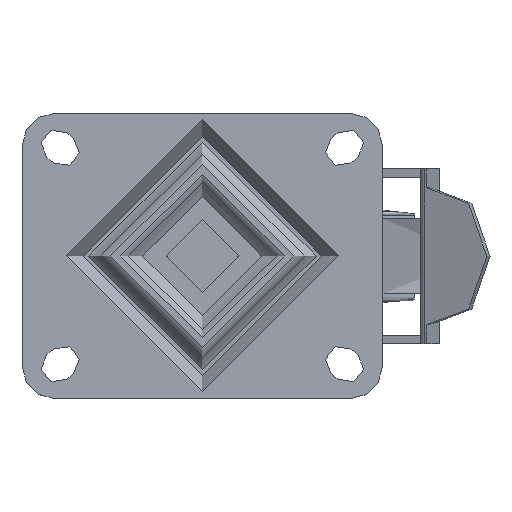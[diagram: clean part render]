
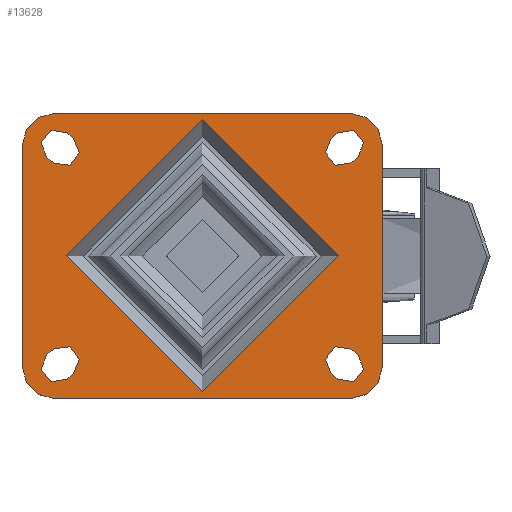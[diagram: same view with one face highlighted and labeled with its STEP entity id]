
A CAD part, top view. The second image highlights one B-rep face of the part: STEP entity #13628.
In plain terms, the highlighted planar face has unit normal (0, 0, 1).
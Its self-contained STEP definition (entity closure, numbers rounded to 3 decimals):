
#1200=FACE_BOUND('',#2565,.T.);
#1201=FACE_BOUND('',#2566,.T.);
#1202=FACE_BOUND('',#2567,.T.);
#1203=FACE_BOUND('',#2568,.T.);
#1204=FACE_BOUND('',#2569,.T.);
#1340=PLANE('',#14718);
#1727=FACE_OUTER_BOUND('',#2564,.T.);
#2564=EDGE_LOOP('',(#9376,#9377,#9378,#9379,#9380,#9381,#9382,#9383));
#2565=EDGE_LOOP('',(#9384));
#2566=EDGE_LOOP('',(#9385,#9386,#9387,#9388));
#2567=EDGE_LOOP('',(#9389,#9390,#9391,#9392));
#2568=EDGE_LOOP('',(#9393,#9394,#9395,#9396));
#2569=EDGE_LOOP('',(#9397,#9398,#9399,#9400));
#3520=LINE('',#19339,#4454);
#3522=LINE('',#19347,#4456);
#3523=LINE('',#19352,#4457);
#3524=LINE('',#19356,#4458);
#3525=LINE('',#19358,#4459);
#3526=LINE('',#19359,#4460);
#3527=LINE('',#19360,#4461);
#3528=LINE('',#19361,#4462);
#3529=LINE('',#19362,#4463);
#3530=LINE('',#19363,#4464);
#3531=LINE('',#19364,#4465);
#3532=LINE('',#19365,#4466);
#4454=VECTOR('',#15992,1.);
#4456=VECTOR('',#16002,1.);
#4457=VECTOR('',#16007,1.);
#4458=VECTOR('',#16010,1.);
#4459=VECTOR('',#16013,1.);
#4460=VECTOR('',#16014,1.);
#4461=VECTOR('',#16015,1.);
#4462=VECTOR('',#16016,1.);
#4463=VECTOR('',#16017,1.);
#4464=VECTOR('',#16018,1.);
#4465=VECTOR('',#16019,1.);
#4466=VECTOR('',#16020,1.);
#5366=CIRCLE('',#14641,5.7);
#5367=CIRCLE('',#14643,5.7);
#5369=CIRCLE('',#14646,5.7);
#5372=CIRCLE('',#14650,5.7);
#5374=CIRCLE('',#14653,5.7);
#5375=CIRCLE('',#14655,5.7);
#5378=CIRCLE('',#14659,5.7);
#5379=CIRCLE('',#14661,5.7);
#5396=CIRCLE('',#14684,49.014);
#5416=CIRCLE('',#14719,12.);
#5417=CIRCLE('',#14720,12.);
#5418=CIRCLE('',#14721,12.);
#5419=CIRCLE('',#14722,12.);
#5863=VERTEX_POINT('',#19102);
#5864=VERTEX_POINT('',#19104);
#5865=VERTEX_POINT('',#19108);
#5866=VERTEX_POINT('',#19109);
#5869=VERTEX_POINT('',#19117);
#5870=VERTEX_POINT('',#19118);
#5875=VERTEX_POINT('',#19129);
#5876=VERTEX_POINT('',#19131);
#5879=VERTEX_POINT('',#19138);
#5880=VERTEX_POINT('',#19140);
#5881=VERTEX_POINT('',#19144);
#5882=VERTEX_POINT('',#19145);
#5887=VERTEX_POINT('',#19156);
#5888=VERTEX_POINT('',#19158);
#5889=VERTEX_POINT('',#19162);
#5890=VERTEX_POINT('',#19163);
#5903=VERTEX_POINT('',#19229);
#5920=VERTEX_POINT('',#19336);
#5921=VERTEX_POINT('',#19338);
#5922=VERTEX_POINT('',#19345);
#5923=VERTEX_POINT('',#19346);
#5924=VERTEX_POINT('',#19349);
#5925=VERTEX_POINT('',#19351);
#5926=VERTEX_POINT('',#19353);
#5927=VERTEX_POINT('',#19355);
#7205=EDGE_CURVE('',#5864,#5863,#5366,.T.);
#7207=EDGE_CURVE('',#5865,#5866,#5367,.T.);
#7211=EDGE_CURVE('',#5869,#5870,#5369,.T.);
#7217=EDGE_CURVE('',#5876,#5875,#5372,.T.);
#7221=EDGE_CURVE('',#5879,#5880,#5374,.T.);
#7223=EDGE_CURVE('',#5881,#5882,#5375,.T.);
#7229=EDGE_CURVE('',#5887,#5888,#5378,.T.);
#7231=EDGE_CURVE('',#5889,#5890,#5379,.T.);
#7252=EDGE_CURVE('',#5903,#5903,#5396,.T.);
#7277=EDGE_CURVE('',#5921,#5920,#3520,.T.);
#7279=EDGE_CURVE('',#5922,#5923,#3522,.T.);
#7280=EDGE_CURVE('',#5922,#5921,#5416,.T.);
#7281=EDGE_CURVE('',#5920,#5924,#5417,.T.);
#7282=EDGE_CURVE('',#5925,#5924,#3523,.T.);
#7283=EDGE_CURVE('',#5926,#5925,#5418,.T.);
#7284=EDGE_CURVE('',#5927,#5926,#3524,.T.);
#7285=EDGE_CURVE('',#5923,#5927,#5419,.T.);
#7286=EDGE_CURVE('',#5890,#5887,#3525,.T.);
#7287=EDGE_CURVE('',#5888,#5889,#3526,.T.);
#7288=EDGE_CURVE('',#5880,#5881,#3527,.T.);
#7289=EDGE_CURVE('',#5882,#5879,#3528,.T.);
#7290=EDGE_CURVE('',#5863,#5865,#3529,.T.);
#7291=EDGE_CURVE('',#5866,#5864,#3530,.T.);
#7292=EDGE_CURVE('',#5870,#5876,#3531,.T.);
#7293=EDGE_CURVE('',#5875,#5869,#3532,.T.);
#9376=ORIENTED_EDGE('',*,*,#7279,.F.);
#9377=ORIENTED_EDGE('',*,*,#7280,.T.);
#9378=ORIENTED_EDGE('',*,*,#7277,.T.);
#9379=ORIENTED_EDGE('',*,*,#7281,.T.);
#9380=ORIENTED_EDGE('',*,*,#7282,.F.);
#9381=ORIENTED_EDGE('',*,*,#7283,.F.);
#9382=ORIENTED_EDGE('',*,*,#7284,.F.);
#9383=ORIENTED_EDGE('',*,*,#7285,.F.);
#9384=ORIENTED_EDGE('',*,*,#7252,.F.);
#9385=ORIENTED_EDGE('',*,*,#7229,.F.);
#9386=ORIENTED_EDGE('',*,*,#7286,.F.);
#9387=ORIENTED_EDGE('',*,*,#7231,.F.);
#9388=ORIENTED_EDGE('',*,*,#7287,.F.);
#9389=ORIENTED_EDGE('',*,*,#7223,.F.);
#9390=ORIENTED_EDGE('',*,*,#7288,.F.);
#9391=ORIENTED_EDGE('',*,*,#7221,.F.);
#9392=ORIENTED_EDGE('',*,*,#7289,.F.);
#9393=ORIENTED_EDGE('',*,*,#7205,.T.);
#9394=ORIENTED_EDGE('',*,*,#7290,.T.);
#9395=ORIENTED_EDGE('',*,*,#7207,.T.);
#9396=ORIENTED_EDGE('',*,*,#7291,.T.);
#9397=ORIENTED_EDGE('',*,*,#7211,.T.);
#9398=ORIENTED_EDGE('',*,*,#7292,.T.);
#9399=ORIENTED_EDGE('',*,*,#7217,.T.);
#9400=ORIENTED_EDGE('',*,*,#7293,.T.);
#13628=ADVANCED_FACE('',(#1727,#1200,#1201,#1202,#1203,#1204),#1340,.F.);
#14641=AXIS2_PLACEMENT_3D('',#19105,#15822,#15823);
#14643=AXIS2_PLACEMENT_3D('',#19110,#15827,#15828);
#14646=AXIS2_PLACEMENT_3D('',#19119,#15835,#15836);
#14650=AXIS2_PLACEMENT_3D('',#19132,#15846,#15847);
#14653=AXIS2_PLACEMENT_3D('',#19141,#15854,#15855);
#14655=AXIS2_PLACEMENT_3D('',#19146,#15859,#15860);
#14659=AXIS2_PLACEMENT_3D('',#19159,#15870,#15871);
#14661=AXIS2_PLACEMENT_3D('',#19164,#15875,#15876);
#14684=AXIS2_PLACEMENT_3D('',#19231,#15925,#15926);
#14718=AXIS2_PLACEMENT_3D('',#19344,#16000,#16001);
#14719=AXIS2_PLACEMENT_3D('',#19348,#16003,#16004);
#14720=AXIS2_PLACEMENT_3D('',#19350,#16005,#16006);
#14721=AXIS2_PLACEMENT_3D('',#19354,#16008,#16009);
#14722=AXIS2_PLACEMENT_3D('',#19357,#16011,#16012);
#15822=DIRECTION('center_axis',(0.,0.,-1.));
#15823=DIRECTION('ref_axis',(1.,0.,0.));
#15827=DIRECTION('center_axis',(0.,0.,-1.));
#15828=DIRECTION('ref_axis',(1.,0.,0.));
#15835=DIRECTION('center_axis',(0.,0.,-1.));
#15836=DIRECTION('ref_axis',(1.,0.,0.));
#15846=DIRECTION('center_axis',(0.,0.,-1.));
#15847=DIRECTION('ref_axis',(1.,0.,0.));
#15854=DIRECTION('center_axis',(0.,0.,1.));
#15855=DIRECTION('ref_axis',(1.,0.,0.));
#15859=DIRECTION('center_axis',(0.,0.,1.));
#15860=DIRECTION('ref_axis',(1.,0.,0.));
#15870=DIRECTION('center_axis',(0.,0.,1.));
#15871=DIRECTION('ref_axis',(1.,0.,0.));
#15875=DIRECTION('center_axis',(0.,0.,1.));
#15876=DIRECTION('ref_axis',(1.,0.,0.));
#15925=DIRECTION('center_axis',(0.,0.,1.));
#15926=DIRECTION('ref_axis',(-1.,0.,0.));
#15992=DIRECTION('',(1.,0.,0.));
#16000=DIRECTION('center_axis',(0.,0.,-1.));
#16001=DIRECTION('ref_axis',(0.,-1.,0.));
#16002=DIRECTION('',(0.,1.,0.));
#16003=DIRECTION('center_axis',(0.,0.,1.));
#16004=DIRECTION('ref_axis',(1.,0.,0.));
#16005=DIRECTION('center_axis',(0.,0.,1.));
#16006=DIRECTION('ref_axis',(1.,0.,0.));
#16007=DIRECTION('',(0.,-1.,0.));
#16008=DIRECTION('center_axis',(0.,0.,-1.));
#16009=DIRECTION('ref_axis',(1.,0.,0.));
#16010=DIRECTION('',(1.,0.,0.));
#16011=DIRECTION('center_axis',(0.,0.,-1.));
#16012=DIRECTION('ref_axis',(1.,0.,0.));
#16013=DIRECTION('',(-0.781,-0.625,0.));
#16014=DIRECTION('',(0.781,0.625,0.));
#16015=DIRECTION('',(0.781,-0.625,0.));
#16016=DIRECTION('',(-0.781,0.625,0.));
#16017=DIRECTION('',(0.781,-0.625,0.));
#16018=DIRECTION('',(-0.781,0.625,0.));
#16019=DIRECTION('',(-0.781,-0.625,0.));
#16020=DIRECTION('',(0.781,0.625,0.));
#19102=CARTESIAN_POINT('',(-27.536,161.729,0.));
#19104=CARTESIAN_POINT('',(-34.657,152.827,0.));
#19105=CARTESIAN_POINT('Origin',(-31.097,157.278,0.));
#19108=CARTESIAN_POINT('',(-25.036,159.729,0.));
#19109=CARTESIAN_POINT('',(-32.157,150.827,0.));
#19110=CARTESIAN_POINT('Origin',(-28.597,155.278,0.));
#19117=CARTESIAN_POINT('',(-134.657,161.729,0.));
#19118=CARTESIAN_POINT('',(-127.536,152.827,0.));
#19119=CARTESIAN_POINT('Origin',(-131.097,157.278,0.));
#19129=CARTESIAN_POINT('',(-137.157,159.729,0.));
#19131=CARTESIAN_POINT('',(-130.036,150.827,0.));
#19132=CARTESIAN_POINT('Origin',(-133.597,155.278,0.));
#19138=CARTESIAN_POINT('',(-130.036,239.729,0.));
#19140=CARTESIAN_POINT('',(-137.157,230.827,0.));
#19141=CARTESIAN_POINT('Origin',(-133.597,235.278,0.));
#19144=CARTESIAN_POINT('',(-134.657,228.827,0.));
#19145=CARTESIAN_POINT('',(-127.536,237.729,0.));
#19146=CARTESIAN_POINT('Origin',(-131.097,233.278,0.));
#19156=CARTESIAN_POINT('',(-34.657,237.729,0.));
#19158=CARTESIAN_POINT('',(-27.536,228.827,0.));
#19159=CARTESIAN_POINT('Origin',(-31.097,233.278,0.));
#19162=CARTESIAN_POINT('',(-25.036,230.827,0.));
#19163=CARTESIAN_POINT('',(-32.157,239.729,0.));
#19164=CARTESIAN_POINT('Origin',(-28.597,235.278,0.));
#19229=CARTESIAN_POINT('',(-130.11,195.278,0.));
#19231=CARTESIAN_POINT('Origin',(-81.097,195.278,0.));
#19336=CARTESIAN_POINT('',(-28.097,143.778,0.));
#19338=CARTESIAN_POINT('',(-134.097,143.778,0.));
#19339=CARTESIAN_POINT('',(-81.097,143.778,0.));
#19344=CARTESIAN_POINT('Origin',(-130.11,195.278,0.));
#19345=CARTESIAN_POINT('',(-146.097,155.778,0.));
#19346=CARTESIAN_POINT('',(-146.097,234.778,0.));
#19347=CARTESIAN_POINT('',(-146.097,195.278,0.));
#19348=CARTESIAN_POINT('Origin',(-134.097,155.778,0.));
#19349=CARTESIAN_POINT('',(-16.097,155.778,0.));
#19350=CARTESIAN_POINT('Origin',(-28.097,155.778,0.));
#19351=CARTESIAN_POINT('',(-16.097,234.778,0.));
#19352=CARTESIAN_POINT('',(-16.097,234.778,0.));
#19353=CARTESIAN_POINT('',(-28.097,246.778,0.));
#19354=CARTESIAN_POINT('Origin',(-28.097,234.778,0.));
#19355=CARTESIAN_POINT('',(-134.097,246.778,0.));
#19356=CARTESIAN_POINT('',(-81.097,246.778,0.));
#19357=CARTESIAN_POINT('Origin',(-134.097,234.778,0.));
#19358=CARTESIAN_POINT('',(-32.157,239.729,0.));
#19359=CARTESIAN_POINT('',(-27.536,228.827,0.));
#19360=CARTESIAN_POINT('',(-137.157,230.827,0.));
#19361=CARTESIAN_POINT('',(-127.536,237.729,0.));
#19362=CARTESIAN_POINT('',(-27.536,161.729,0.));
#19363=CARTESIAN_POINT('',(-32.157,150.827,0.));
#19364=CARTESIAN_POINT('',(-127.536,152.827,0.));
#19365=CARTESIAN_POINT('',(-137.157,159.729,0.));
